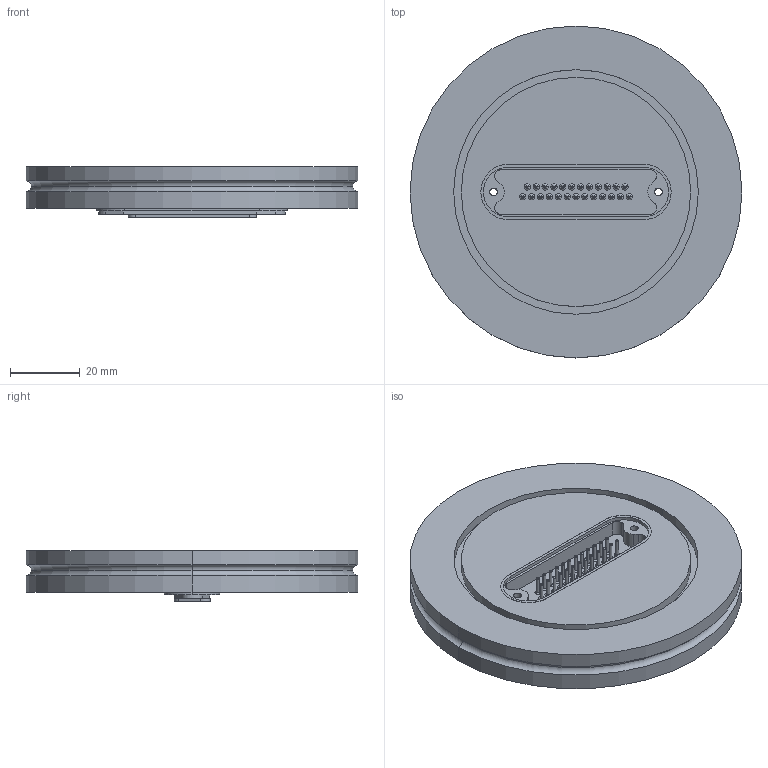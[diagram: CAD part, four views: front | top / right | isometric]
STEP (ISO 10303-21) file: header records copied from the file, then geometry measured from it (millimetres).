
FILE_DESCRIPTION (( 'STEP AP203' ), '1' );
FILE_NAME ('A1529-3-QF.STEP', '2013-04-12T12:20:05', ( '' ), ( '' ), 'SwSTEP 2.0', 'SolidWorks 2012', '' );
FILE_SCHEMA (( 'CONFIG_CONTROL_DESIGN' ));
Length unit declared in the file: inch
Products named in the file (1): A1529-3-QF
Bounding box: 95 x 95 x 14.58 mm (x, y, z)
Volume: 76145.7 mm3; surface area: 22843.1 mm2
Topology: 1 solids, 1 shells, 453 faces, 961 edges, 572 vertices
Faces by surface type: torus 200, cylinder 155, plane 92, cone 6
Entity records: 12490 total; most frequent: DIRECTION 2569, CARTESIAN_POINT 2073, ORIENTED_EDGE 1922, AXIS2_PLACEMENT_3D 1164, EDGE_CURVE 961, CIRCLE 710, VERTEX_POINT 572, EDGE_LOOP 519
